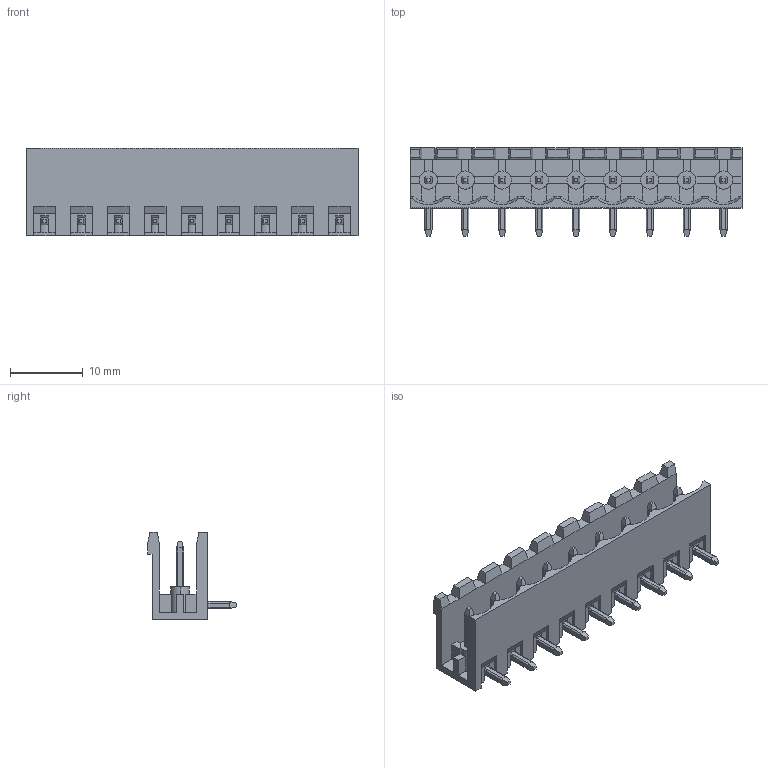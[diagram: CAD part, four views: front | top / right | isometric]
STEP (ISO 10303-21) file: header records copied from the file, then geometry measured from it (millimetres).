
FILE_DESCRIPTION( ('This file contains a STEP AP42 implementation' ,'as created by ZW3D STEP Interface translator.') ,'2;1' );
FILE_NAME( 'PM508-1R09ASM3.stp' ,'231128.152651', (''), ('ZWCAD Software Co.'), 'Version 1.0', 'ZW3D to STEP translator', '' );
FILE_SCHEMA(('AUTOMOTIVE_DESIGN { 1 0 10303 214 1 1 1 1 }'));
Length unit declared in the file: millimetre
Products named in the file (2): 0; PM508-1R09ASM3
Bounding box: 45.72 x 12.2 x 12 mm (x, y, z)
Volume: 1713 mm3; surface area: 3802.1 mm2
Topology: 1 solids, 1 shells, 741 faces, 2114 edges, 1400 vertices
Faces by surface type: plane 541, cylinder 132, bspline 59, cone 9
Full cylindrical faces by diameter (mm): 0.562 x1, 1.2 x1
Entity records: 26934 total; most frequent: CARTESIAN_POINT 7191, ORIENTED_EDGE 4228, DIRECTION 3545, EDGE_CURVE 2114, VECTOR 1525, LINE 1525, VERTEX_POINT 1400, AXIS2_PLACEMENT_3D 1010
